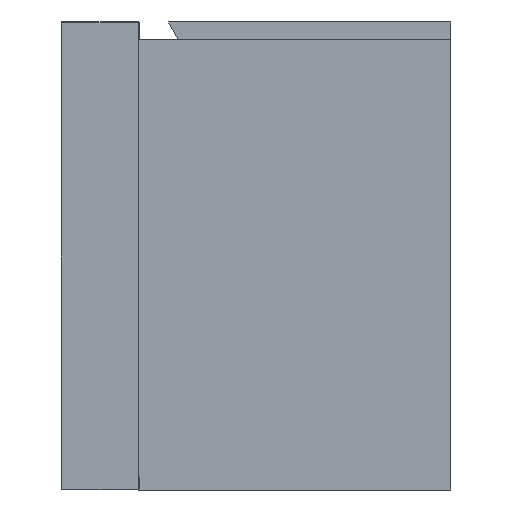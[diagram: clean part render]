
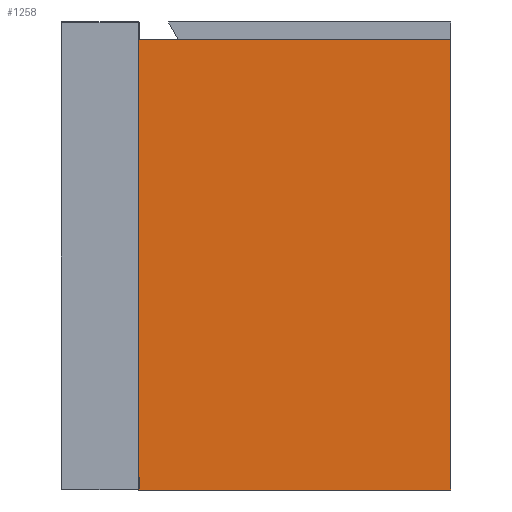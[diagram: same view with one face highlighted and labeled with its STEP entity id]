
A CAD part, left-side view. The second image highlights one B-rep face of the part: STEP entity #1258.
In plain terms, the highlighted planar face has unit normal (-1, 0, 0).
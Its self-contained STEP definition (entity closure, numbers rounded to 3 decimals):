
#1179=DIRECTION('',(0.,-1.,0.));
#1180=VECTOR('',#1179,320.);
#1181=CARTESIAN_POINT('',(0.,160.,231.));
#1182=LINE('',#1181,#1180);
#1183=DIRECTION('',(0.,0.,-1.));
#1184=VECTOR('',#1183,462.);
#1185=CARTESIAN_POINT('',(0.,-160.,231.));
#1186=LINE('',#1185,#1184);
#1187=DIRECTION('',(0.,1.,0.));
#1188=VECTOR('',#1187,320.);
#1189=CARTESIAN_POINT('',(0.,-160.,-231.));
#1190=LINE('',#1189,#1188);
#1191=DIRECTION('',(0.,0.,1.));
#1192=VECTOR('',#1191,462.);
#1193=CARTESIAN_POINT('',(0.,160.,-231.));
#1194=LINE('',#1193,#1192);
#1227=CARTESIAN_POINT('',(0.,160.,231.));
#1228=CARTESIAN_POINT('',(0.,-160.,231.));
#1229=VERTEX_POINT('',#1227);
#1230=VERTEX_POINT('',#1228);
#1231=CARTESIAN_POINT('',(0.,-160.,-231.));
#1232=VERTEX_POINT('',#1231);
#1233=CARTESIAN_POINT('',(0.,160.,-231.));
#1234=VERTEX_POINT('',#1233);
#1243=CARTESIAN_POINT('',(0.,0.,0.));
#1244=DIRECTION('',(1.,0.,0.));
#1245=DIRECTION('',(0.,0.,-1.));
#1246=AXIS2_PLACEMENT_3D('',#1243,#1244,#1245);
#1247=PLANE('',#1246);
#1249=ORIENTED_EDGE('',*,*,#1248,.T.);
#1251=ORIENTED_EDGE('',*,*,#1250,.T.);
#1253=ORIENTED_EDGE('',*,*,#1252,.T.);
#1255=ORIENTED_EDGE('',*,*,#1254,.T.);
#1256=EDGE_LOOP('',(#1249,#1251,#1253,#1255));
#1257=FACE_OUTER_BOUND('',#1256,.F.);
#1258=ADVANCED_FACE('',(#1257),#1247,.F.);
#1248=EDGE_CURVE('',#1229,#1230,#1182,.T.);
#1250=EDGE_CURVE('',#1230,#1232,#1186,.T.);
#1252=EDGE_CURVE('',#1232,#1234,#1190,.T.);
#1254=EDGE_CURVE('',#1234,#1229,#1194,.T.);
